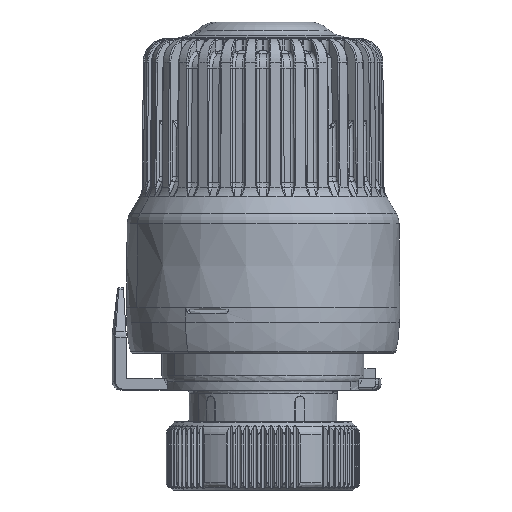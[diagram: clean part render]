
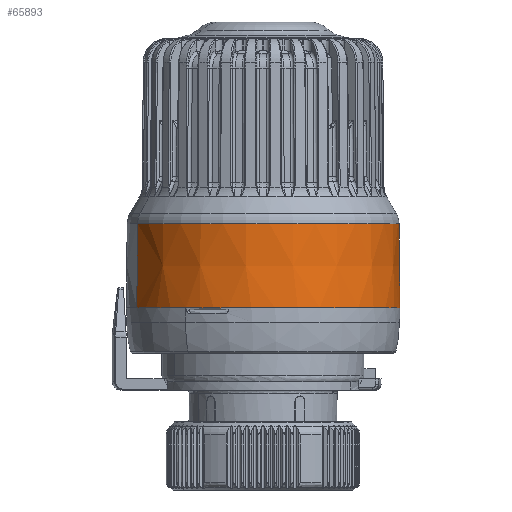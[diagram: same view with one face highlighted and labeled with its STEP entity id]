
A CAD part, left-side view. The second image highlights one B-rep face of the part: STEP entity #65893.
In plain terms, the highlighted conical face has half-angle 0.5 degrees and reference radius 23.857 mm.
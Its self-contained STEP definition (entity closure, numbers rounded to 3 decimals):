
#45005=CARTESIAN_POINT('Vertex',(-9.192,22.031,40.727)) ;
#45012=CARTESIAN_POINT('Vertex',(9.192,-22.031,40.727)) ;
#57960=CARTESIAN_POINT('Axis2P3D Location',(0.,0.,40.727)) ;
#57972=CARTESIAN_POINT('Axis2P3D Location',(0.,0.,42.418)) ;
#57977=CARTESIAN_POINT('Line Origine',(9.214,-22.083,34.209)) ;
#57981=CARTESIAN_POINT('Vertex',(9.241,-22.149,26.)) ;
#57995=CARTESIAN_POINT('Vertex',(-9.241,22.149,26.)) ;
#57998=CARTESIAN_POINT('Line Origine',(-9.214,22.083,34.209)) ;
#65858=CARTESIAN_POINT('Axis2P3D Location',(0.,0.,26.)) ;
#65862=CARTESIAN_POINT('Vertex',(-19.784,13.586,26.)) ;
#65865=CARTESIAN_POINT('Axis2P3D Location',(0.,0.,26.)) ;
#65869=CARTESIAN_POINT('Vertex',(-19.915,13.394,26.)) ;
#65872=CARTESIAN_POINT('Axis2P3D Location',(0.,0.,26.)) ;
#65876=CARTESIAN_POINT('Vertex',(-23.211,6.105,26.)) ;
#65879=CARTESIAN_POINT('Axis2P3D Location',(0.,0.,26.)) ;
#57961=DIRECTION('Axis2P3D Direction',(0.,-0.,1.)) ;
#57973=DIRECTION('Axis2P3D Direction',(-0.,0.,-1.)) ;
#57974=DIRECTION('Axis2P3D XDirection',(0.385,-0.923,0.)) ;
#57978=DIRECTION('Vector Direction',(0.003,-0.008,-1.)) ;
#57999=DIRECTION('Vector Direction',(-0.003,0.008,-1.)) ;
#65859=DIRECTION('Axis2P3D Direction',(0.,0.,-1.)) ;
#65866=DIRECTION('Axis2P3D Direction',(0.,0.,-1.)) ;
#65873=DIRECTION('Axis2P3D Direction',(0.,0.,-1.)) ;
#65880=DIRECTION('Axis2P3D Direction',(0.,0.,-1.)) ;
#57962=AXIS2_PLACEMENT_3D('Circle Axis2P3D',#57960,#57961,$) ;
#57975=AXIS2_PLACEMENT_3D('Cone Axis2P3D',#57972,#57973,#57974) ;
#65860=AXIS2_PLACEMENT_3D('Circle Axis2P3D',#65858,#65859,$) ;
#65867=AXIS2_PLACEMENT_3D('Circle Axis2P3D',#65865,#65866,$) ;
#65874=AXIS2_PLACEMENT_3D('Circle Axis2P3D',#65872,#65873,$) ;
#65881=AXIS2_PLACEMENT_3D('Circle Axis2P3D',#65879,#65880,$) ;
#65885=ORIENTED_EDGE('',*,*,#58002,.T.) ;
#65886=ORIENTED_EDGE('',*,*,#65864,.F.) ;
#65887=ORIENTED_EDGE('',*,*,#65871,.F.) ;
#65888=ORIENTED_EDGE('',*,*,#65878,.T.) ;
#65889=ORIENTED_EDGE('',*,*,#65883,.F.) ;
#65890=ORIENTED_EDGE('',*,*,#57983,.F.) ;
#65891=ORIENTED_EDGE('',*,*,#57964,.T.) ;
#57979=VECTOR('Line Direction',#57978,1.) ;
#58000=VECTOR('Line Direction',#57999,1.) ;
#65893=ADVANCED_FACE('PartBody',(#65892),#57976,.T.) ;
#57963=CIRCLE('generated circle',#57962,23.871) ;
#65861=CIRCLE('generated circle',#65860,24.) ;
#65868=CIRCLE('generated circle',#65867,24.) ;
#65875=CIRCLE('generated circle',#65874,24.) ;
#65882=CIRCLE('generated circle',#65881,24.) ;
#57976=CONICAL_SURFACE('Cone',#57975,23.857,0.009) ;
#57964=EDGE_CURVE('',#45013,#45006,#57963,.F.) ;
#57983=EDGE_CURVE('',#45013,#57982,#57980,.T.) ;
#58002=EDGE_CURVE('',#45006,#57996,#58001,.T.) ;
#65864=EDGE_CURVE('',#65863,#57996,#65861,.T.) ;
#65871=EDGE_CURVE('',#65870,#65863,#65868,.T.) ;
#65878=EDGE_CURVE('',#65870,#65877,#65875,.F.) ;
#65883=EDGE_CURVE('',#57982,#65877,#65882,.T.) ;
#65884=EDGE_LOOP('',(#65885,#65886,#65887,#65888,#65889,#65890,#65891)) ;
#65892=FACE_OUTER_BOUND('',#65884,.T.) ;
#57980=LINE('Line',#57977,#57979) ;
#58001=LINE('Line',#57998,#58000) ;
#45006=VERTEX_POINT('',#45005) ;
#45013=VERTEX_POINT('',#45012) ;
#57982=VERTEX_POINT('',#57981) ;
#57996=VERTEX_POINT('',#57995) ;
#65863=VERTEX_POINT('',#65862) ;
#65870=VERTEX_POINT('',#65869) ;
#65877=VERTEX_POINT('',#65876) ;
